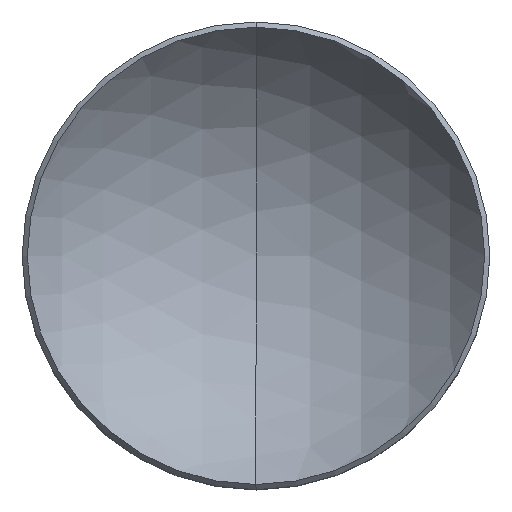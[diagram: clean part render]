
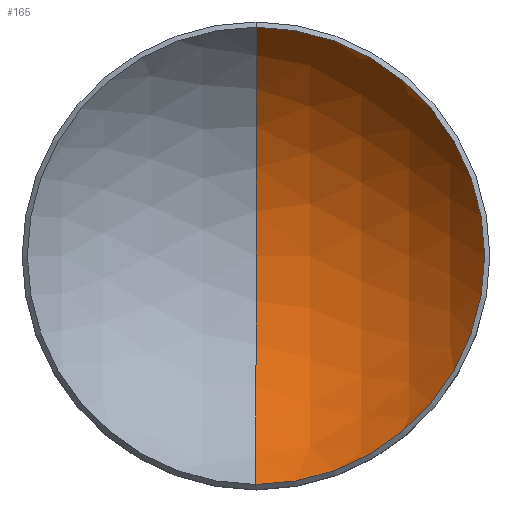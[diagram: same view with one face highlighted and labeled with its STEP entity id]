
A CAD part, top view. The second image highlights one B-rep face of the part: STEP entity #165.
In plain terms, the highlighted spherical face has radius 7.5 mm.
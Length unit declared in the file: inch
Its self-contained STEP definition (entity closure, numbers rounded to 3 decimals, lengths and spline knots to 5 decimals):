
#25 = VERTEX_POINT ( 'NONE', #244 ) ;
#28 = EDGE_CURVE ( 'NONE', #224, #25, #287, .T. ) ;
#31 = EDGE_CURVE ( 'NONE', #192, #25, #116, .T. ) ;
#45 = DIRECTION ( 'NONE',  ( -1., 0., 0. ) ) ;
#52 = AXIS2_PLACEMENT_3D ( 'NONE', #170, #45, #276 ) ;
#56 = CARTESIAN_POINT ( 'NONE',  ( 0., 0., 0.26557 ) ) ;
#83 = SPHERICAL_SURFACE ( 'NONE', #147, 0.29528 ) ;
#96 = CARTESIAN_POINT ( 'NONE',  ( 0., 0., 0.09992 ) ) ;
#116 = CIRCLE ( 'NONE', #226, 0.29528 ) ;
#123 = ORIENTED_EDGE ( 'NONE', *, *, #142, .T. ) ;
#124 = FACE_OUTER_BOUND ( 'NONE', #306, .T. ) ;
#139 = DIRECTION ( 'NONE',  ( -1., 0., 0. ) ) ;
#142 = EDGE_CURVE ( 'NONE', #192, #224, #322, .T. ) ;
#147 = AXIS2_PLACEMENT_3D ( 'NONE', #245, #139, #262 ) ;
#165 = ADVANCED_FACE ( 'NONE', ( #124 ), #83, .F. ) ;
#168 = DIRECTION ( 'NONE',  ( 0., -1., 0. ) ) ;
#170 = CARTESIAN_POINT ( 'NONE',  ( 0., 0., 0.26557 ) ) ;
#172 = ORIENTED_EDGE ( 'NONE', *, *, #31, .F. ) ;
#180 = DIRECTION ( 'NONE',  ( 0., 0., -1. ) ) ;
#192 = VERTEX_POINT ( 'NONE', #316 ) ;
#205 = AXIS2_PLACEMENT_3D ( 'NONE', #96, #242, #168 ) ;
#224 = VERTEX_POINT ( 'NONE', #323 ) ;
#226 = AXIS2_PLACEMENT_3D ( 'NONE', #56, #228, #180 ) ;
#228 = DIRECTION ( 'NONE',  ( 1., 0., 0. ) ) ;
#236 = ORIENTED_EDGE ( 'NONE', *, *, #28, .T. ) ;
#242 = DIRECTION ( 'NONE',  ( 0., 0., 1. ) ) ;
#244 = CARTESIAN_POINT ( 'NONE',  ( 0., 0.24443, 0.09992 ) ) ;
#245 = CARTESIAN_POINT ( 'NONE',  ( 0., 0., 0.26557 ) ) ;
#262 = DIRECTION ( 'NONE',  ( 0., 1., 0. ) ) ;
#276 = DIRECTION ( 'NONE',  ( 0., -1., 0. ) ) ;
#287 = CIRCLE ( 'NONE', #205, 0.24443 ) ;
#306 = EDGE_LOOP ( 'NONE', ( #172, #123, #236 ) ) ;
#316 = CARTESIAN_POINT ( 'NONE',  ( 0., 0., -0.02971 ) ) ;
#322 = CIRCLE ( 'NONE', #52, 0.29528 ) ;
#323 = CARTESIAN_POINT ( 'NONE',  ( 0., -0.24443, 0.09992 ) ) ;
